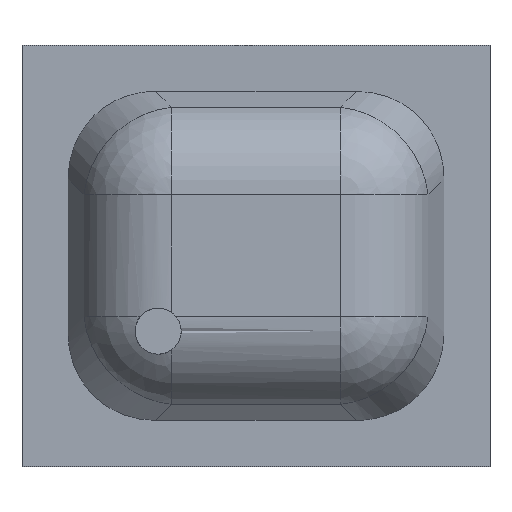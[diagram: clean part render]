
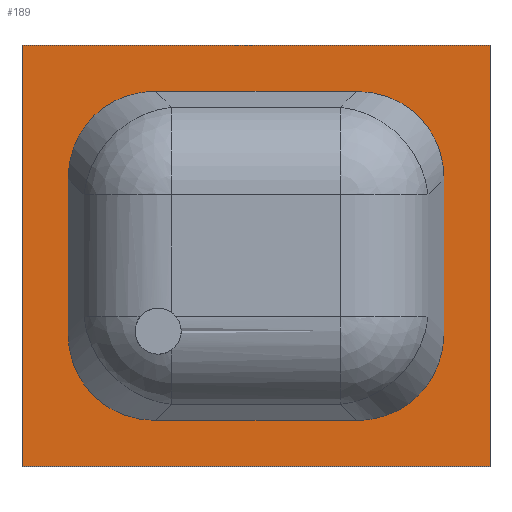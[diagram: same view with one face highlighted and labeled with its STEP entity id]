
A CAD part, top view. The second image highlights one B-rep face of the part: STEP entity #189.
In plain terms, the highlighted planar face has unit normal (0, 0, 1).
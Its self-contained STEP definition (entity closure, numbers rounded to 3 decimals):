
#189=ADVANCED_FACE('',(#408),#305,.T.);
#305=PLANE('',#2259);
#408=FACE_OUTER_BOUND('',#520,.T.);
#520=EDGE_LOOP('',(#718,#719,#720,#721));
#718=ORIENTED_EDGE('',*,*,#1449,.T.);
#719=ORIENTED_EDGE('',*,*,#1454,.T.);
#720=ORIENTED_EDGE('',*,*,#1466,.T.);
#721=ORIENTED_EDGE('',*,*,#1469,.T.);
#1256=VERTEX_POINT('',#3014);
#1257=VERTEX_POINT('',#3016);
#1260=VERTEX_POINT('',#3024);
#1267=VERTEX_POINT('',#3044);
#1449=EDGE_CURVE('',#1257,#1256,#1742,.T.);
#1454=EDGE_CURVE('',#1256,#1260,#1747,.T.);
#1466=EDGE_CURVE('',#1260,#1267,#1759,.T.);
#1469=EDGE_CURVE('',#1267,#1257,#1762,.T.);
#1742=LINE('',#3015,#2014);
#1747=LINE('',#3025,#2019);
#1759=LINE('',#3045,#2031);
#1762=LINE('',#3051,#2034);
#2014=VECTOR('',#2436,1.);
#2019=VECTOR('',#2443,1.);
#2031=VECTOR('',#2457,1.);
#2034=VECTOR('',#2462,1.);
#2259=AXIS2_PLACEMENT_3D('',#3069,#2475,#2476);
#2436=DIRECTION('',(0.,-1.,0.));
#2443=DIRECTION('',(1.,0.,0.));
#2457=DIRECTION('',(0.,1.,0.));
#2462=DIRECTION('',(-1.,0.,0.));
#2475=DIRECTION('',(0.,0.,1.));
#2476=DIRECTION('',(1.,0.,0.));
#3014=CARTESIAN_POINT('',(-2.54,-2.285,1.));
#3015=CARTESIAN_POINT('',(-2.54,2.285,1.));
#3016=CARTESIAN_POINT('',(-2.54,2.285,1.));
#3024=CARTESIAN_POINT('',(2.54,-2.285,1.));
#3025=CARTESIAN_POINT('',(-2.54,-2.285,1.));
#3044=CARTESIAN_POINT('',(2.54,2.285,1.));
#3045=CARTESIAN_POINT('',(2.54,-2.285,1.));
#3051=CARTESIAN_POINT('',(2.54,2.285,1.));
#3069=CARTESIAN_POINT('',(0.,0.,1.));
